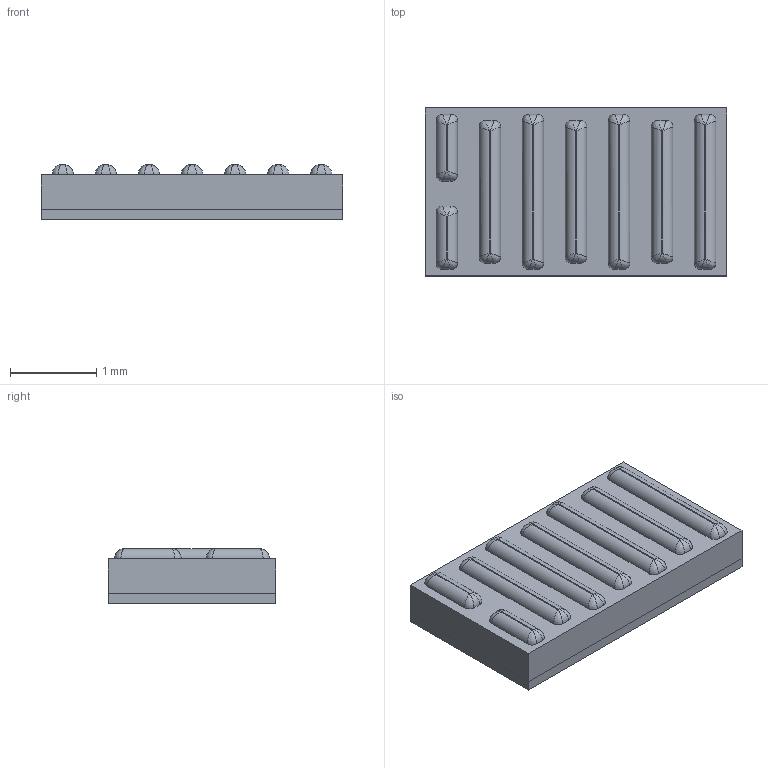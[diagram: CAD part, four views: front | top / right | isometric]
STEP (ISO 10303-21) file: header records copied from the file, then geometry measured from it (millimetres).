
FILE_DESCRIPTION(/* description */ (''),/* implementation_level */ '2;1');
FILE_NAME(/* name */ 'EPC2088 v2.step',/* time_stamp */ '2024-03-22T07:31:06-04:00',/* author */ (''),/* organization */ (''),/* preprocessor_version */ 'ST-DEVELOPER v20',/* originating_system */ 'Autodesk Translation Framework v12.20.1.177',/* authorisation */ '');
FILE_SCHEMA (('AUTOMOTIVE_DESIGN { 1 0 10303 214 3 1 1 }'));
Length unit declared in the file: millimetre
Products named in the file (1): EPC2088
Bounding box: 3.5 x 1.95 x 0.64 mm (x, y, z)
Volume: 3.8 mm3; surface area: 40.5 mm2
Topology: 10 solids, 10 shells, 92 faces, 216 edges, 112 vertices
Faces by surface type: bspline 32, cylinder 32, plane 28
Entity records: 2945 total; most frequent: CARTESIAN_POINT 997, DIRECTION 402, ORIENTED_EDGE 368, EDGE_CURVE 184, AXIS2_PLACEMENT_3D 157, VERTEX_POINT 112, FACE_OUTER_BOUND 92, EDGE_LOOP 92
